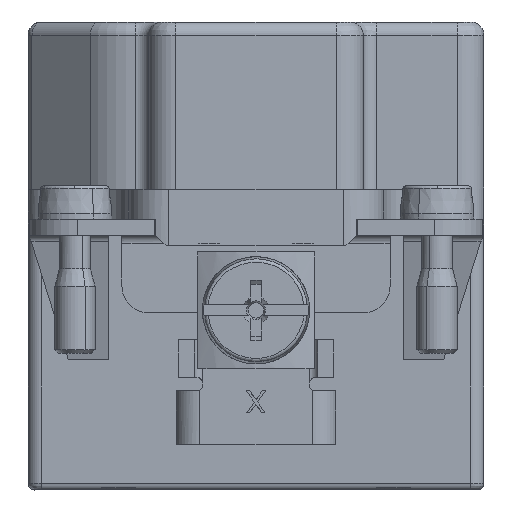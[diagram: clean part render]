
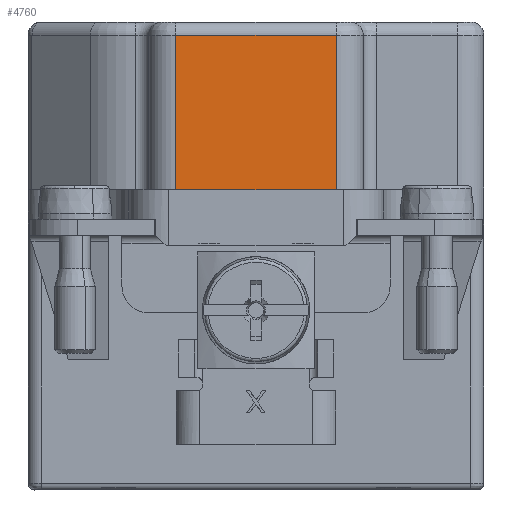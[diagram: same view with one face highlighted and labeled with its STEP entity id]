
A CAD part, left-side view. The second image highlights one B-rep face of the part: STEP entity #4760.
In plain terms, the highlighted planar face has unit normal (-1, 0, 0).
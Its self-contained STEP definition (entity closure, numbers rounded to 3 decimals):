
#3538=FACE_OUTER_BOUND('',#6987,.T.);
#4760=ADVANCED_FACE('',(#3538),#5972,.T.);
#5972=PLANE('',#25612);
#6987=EDGE_LOOP('',(#9569,#9570,#9571,#9572));
#9569=ORIENTED_EDGE('',*,*,#18611,.T.);
#9570=ORIENTED_EDGE('',*,*,#18610,.F.);
#9571=ORIENTED_EDGE('',*,*,#18592,.F.);
#9572=ORIENTED_EDGE('',*,*,#18612,.F.);
#16088=VERTEX_POINT('',#36218);
#16089=VERTEX_POINT('',#36220);
#16101=VERTEX_POINT('',#36254);
#16102=VERTEX_POINT('',#36258);
#18592=EDGE_CURVE('',#16088,#16089,#21795,.T.);
#18610=EDGE_CURVE('',#16089,#16101,#21806,.T.);
#18611=EDGE_CURVE('',#16102,#16101,#21807,.T.);
#18612=EDGE_CURVE('',#16102,#16088,#21808,.T.);
#21795=LINE('',#36219,#23881);
#21806=LINE('',#36255,#23892);
#21807=LINE('',#36257,#23893);
#21808=LINE('',#36259,#23894);
#23881=VECTOR('',#28564,1.);
#23892=VECTOR('',#28599,1.);
#23893=VECTOR('',#28602,1.);
#23894=VECTOR('',#28603,1.);
#25612=AXIS2_PLACEMENT_3D('',#36260,#28604,#28605);
#28564=DIRECTION('',(0.,1.,0.));
#28599=DIRECTION('',(0.,0.,1.));
#28602=DIRECTION('',(0.,1.,0.));
#28603=DIRECTION('',(0.,0.,-1.));
#28604=DIRECTION('',(-1.,0.,0.));
#28605=DIRECTION('',(0.,-1.,0.));
#36218=CARTESIAN_POINT('',(-54.5,-6.,2.5));
#36219=CARTESIAN_POINT('',(-54.5,-6.,2.5));
#36220=CARTESIAN_POINT('',(-54.5,6.,2.5));
#36254=CARTESIAN_POINT('',(-54.5,6.,14.));
#36255=CARTESIAN_POINT('',(-54.5,6.,2.5));
#36257=CARTESIAN_POINT('',(-54.5,-6.,14.));
#36258=CARTESIAN_POINT('',(-54.5,-6.,14.));
#36259=CARTESIAN_POINT('',(-54.5,-6.,14.));
#36260=CARTESIAN_POINT('',(-54.5,6.,2.5));
